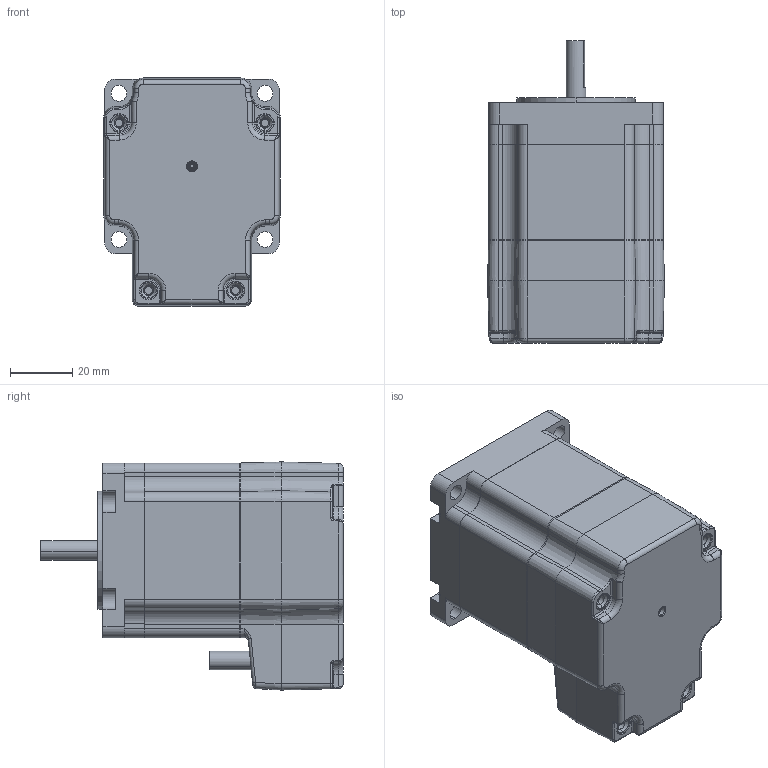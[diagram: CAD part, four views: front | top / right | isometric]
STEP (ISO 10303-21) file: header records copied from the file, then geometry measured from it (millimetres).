
FILE_DESCRIPTION (( 'STEP AP214' ), '1' );
FILE_NAME ('AM23SS2DGB.STEP', '2012-10-16T07:40:22', ( 'Sky123.Org' ), ( 'Sky123.Org' ), 'SwSTEP 2.0', 'SolidWorks 2011', '' );
FILE_SCHEMA (( 'AUTOMOTIVE_DESIGN' ));
Length unit declared in the file: millimetre
Products named in the file (15): MS6.666.012; 棠詩; SS23隅赽; 粣創1; 粣; SS23萇儂蚾饜极; SS23ヶ傷裔; AM23SS2DGB; SS揤盄裔啣; SS17盄諶; SS17盄旰; 陔SS23奻裔; 新SS23密封圈; 陔SS23鎮湛傷裔; Oﾐﾍﾈｦ｣ｨ6｣ｩ
Assembly tree (18 placements, depth 3):
  AM23SS2DGB
    SS17盄旰  x2
    SS23萇儂蚾饜极
      SS23隅赽
      粣
      棠詩
      粣創1  x2
      MS6.666.012  x2
    SS17盄諶
    Oﾐﾍﾈｦ｣ｨ6｣ｩ  x2
    SS23ヶ傷裔
    SS揤盄裔啣
    陔SS23鎮湛傷裔
    新SS23密封圈
    陔SS23奻裔
Bounding box: 57.06 x 97.5 x 73.58 mm (x, y, z)
Volume: 141365.5 mm3; surface area: 89410.1 mm2
Topology: 17 solids, 17 shells, 2461 faces, 6785 edges, 4384 vertices
Faces by surface type: cylinder 1523, plane 648, torus 136, cone 96, bspline 54, sphere 4
Entity records: 67410 total; most frequent: CARTESIAN_POINT 14911, DIRECTION 11732, ORIENTED_EDGE 10728, EDGE_CURVE 5364, AXIS2_PLACEMENT_3D 4563, VERTEX_POINT 3454, CIRCLE 2612, LINE 2606
